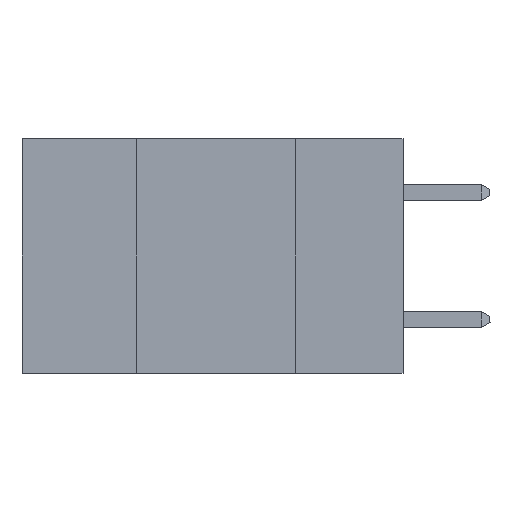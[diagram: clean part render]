
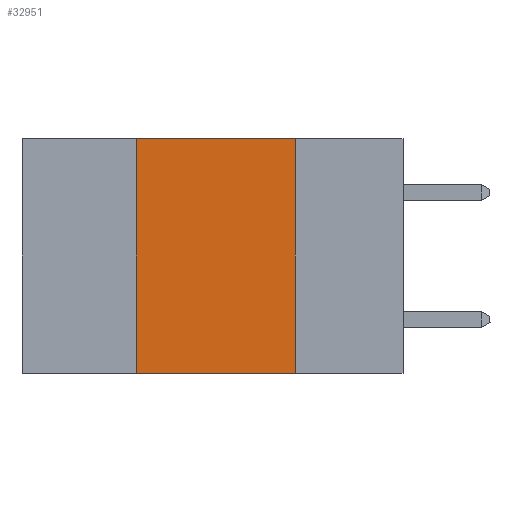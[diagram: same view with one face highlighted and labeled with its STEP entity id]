
A CAD part, left-side view. The second image highlights one B-rep face of the part: STEP entity #32951.
In plain terms, the highlighted planar face has unit normal (-1, 0, 0).
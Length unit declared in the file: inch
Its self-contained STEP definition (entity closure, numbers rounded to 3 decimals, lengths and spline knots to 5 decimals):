
#527 = CARTESIAN_POINT ( 'NONE',  ( 0., 0.6, 0. ) ) ;
#2746 = CARTESIAN_POINT ( 'NONE',  ( 0., 0.42, 0. ) ) ;
#3310 = CARTESIAN_POINT ( 'NONE',  ( 0., 0.17, 0. ) ) ;
#3644 = EDGE_LOOP ( 'NONE', ( #21735, #19754, #27066, #22138 ) ) ;
#4000 = LINE ( 'NONE', #5466, #35630 ) ;
#4440 = EDGE_CURVE ( 'NONE', #5377, #33148, #17796, .T. ) ;
#5309 = FACE_OUTER_BOUND ( 'NONE', #3644, .T. ) ;
#5377 = VERTEX_POINT ( 'NONE', #3310 ) ;
#5466 = CARTESIAN_POINT ( 'NONE',  ( 0., 0.6, -0.37 ) ) ;
#12315 = DIRECTION ( 'NONE',  ( 0., 0., 1. ) ) ;
#13365 = PLANE ( 'NONE',  #33344 ) ;
#14177 = CARTESIAN_POINT ( 'NONE',  ( 0., 0.17, -0.37 ) ) ;
#14263 = CARTESIAN_POINT ( 'NONE',  ( 0., 0.42, -0.37 ) ) ;
#14711 = LINE ( 'NONE', #18814, #27545 ) ;
#15467 = DIRECTION ( 'NONE',  ( 0., -1., 0. ) ) ;
#16491 = CARTESIAN_POINT ( 'NONE',  ( 0., 0.17, 0. ) ) ;
#16825 = DIRECTION ( 'NONE',  ( 0., 0., -1. ) ) ;
#17796 = LINE ( 'NONE', #16491, #36092 ) ;
#18814 = CARTESIAN_POINT ( 'NONE',  ( 0., 0.42, 0. ) ) ;
#19754 = ORIENTED_EDGE ( 'NONE', *, *, #24532, .F. ) ;
#21735 = ORIENTED_EDGE ( 'NONE', *, *, #4440, .F. ) ;
#22138 = ORIENTED_EDGE ( 'NONE', *, *, #36628, .T. ) ;
#24532 = EDGE_CURVE ( 'NONE', #36029, #5377, #31356, .T. ) ;
#26013 = DIRECTION ( 'NONE',  ( 0., 0., -1. ) ) ;
#26822 = VERTEX_POINT ( 'NONE', #14263 ) ;
#27066 = ORIENTED_EDGE ( 'NONE', *, *, #32163, .F. ) ;
#27545 = VECTOR ( 'NONE', #12315, 39.37008 ) ;
#31356 = LINE ( 'NONE', #34402, #40744 ) ;
#32163 = EDGE_CURVE ( 'NONE', #26822, #36029, #14711, .T. ) ;
#32951 = ADVANCED_FACE ( 'NONE', ( #5309 ), #13365, .F. ) ;
#33148 = VERTEX_POINT ( 'NONE', #14177 ) ;
#33344 = AXIS2_PLACEMENT_3D ( 'NONE', #527, #35772, #16825 ) ;
#34402 = CARTESIAN_POINT ( 'NONE',  ( 0., 0.6, 0. ) ) ;
#35630 = VECTOR ( 'NONE', #36835, 39.37008 ) ;
#35772 = DIRECTION ( 'NONE',  ( 1., 0., 0. ) ) ;
#36029 = VERTEX_POINT ( 'NONE', #2746 ) ;
#36092 = VECTOR ( 'NONE', #26013, 39.37008 ) ;
#36628 = EDGE_CURVE ( 'NONE', #26822, #33148, #4000, .T. ) ;
#36835 = DIRECTION ( 'NONE',  ( 0., -1., 0. ) ) ;
#40744 = VECTOR ( 'NONE', #15467, 39.37008 ) ;
